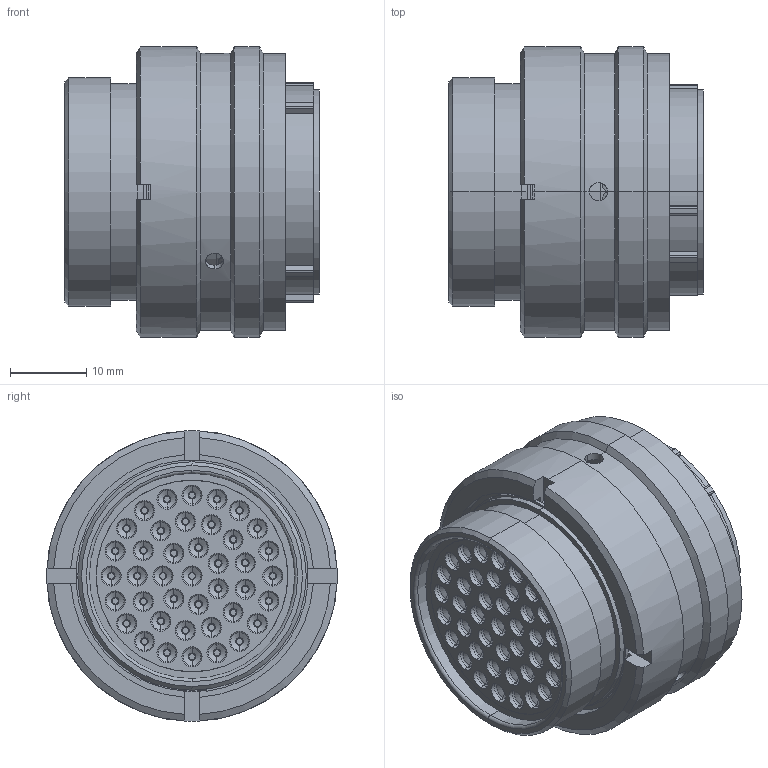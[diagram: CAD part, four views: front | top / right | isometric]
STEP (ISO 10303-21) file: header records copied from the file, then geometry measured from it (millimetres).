
FILE_DESCRIPTION (( 'STEP AP214' ), '1' );
FILE_NAME ('AS620-41SA.STEP', '2019-09-16T10:26:28', ( 'TE Connectivity' ), ( 'TE Connectivity' ), 'SwSTEP 2.0', 'SolidWorks 2016', '' );
FILE_SCHEMA (( 'AUTOMOTIVE_DESIGN' ));
Length unit declared in the file: millimetre
Products named in the file (1): AS620-41SA
Bounding box: 33.37 x 38.1 x 38.1 mm (x, y, z)
Volume: 21561.4 mm3; surface area: 24658.3 mm2
Topology: 8 solids, 8 shells, 2314 faces, 5736 edges, 3492 vertices
Faces by surface type: cylinder 856, torus 580, plane 527, cone 340, bspline 9, sphere 2
Entity records: 101864 total; most frequent: CARTESIAN_POINT 23830, ORIENTED_EDGE 11462, DIRECTION 10565, EDGE_CURVE 5731, AXIS2_PLACEMENT_3D 4562, VERTEX_POINT 3489, EDGE_LOOP 2548, UNCERTAINTY_MEASURE_WITH_UNIT 2324
